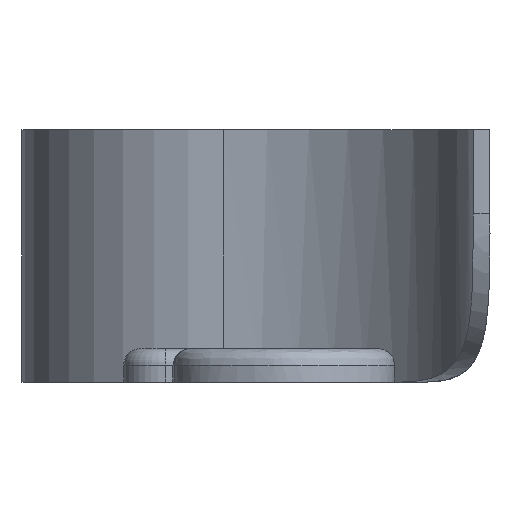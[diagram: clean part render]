
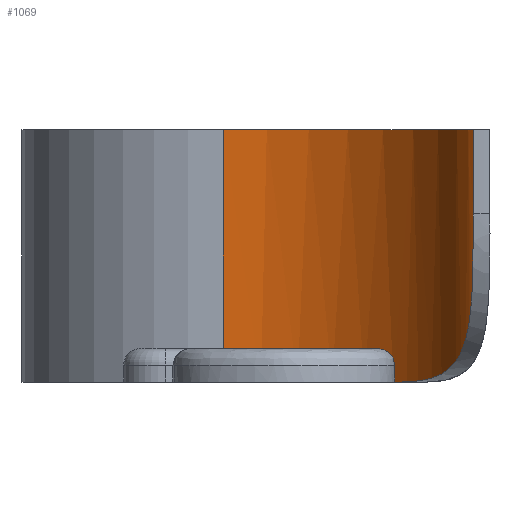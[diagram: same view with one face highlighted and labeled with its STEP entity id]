
A CAD part, left-side view. The second image highlights one B-rep face of the part: STEP entity #1069.
In plain terms, the highlighted cylindrical face has radius 15.908 mm (diameter 31.815 mm), a partial arc.
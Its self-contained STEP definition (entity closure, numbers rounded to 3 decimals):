
#69=CIRCLE('',#1181,15.908);
#70=CIRCLE('',#1182,15.908);
#175=LINE('',#3328,#251);
#181=LINE('',#3393,#257);
#251=VECTOR('',#1407,10.);
#257=VECTOR('',#1451,10.);
#279=CYLINDRICAL_SURFACE('',#1180,15.908);
#340=FACE_OUTER_BOUND('',#410,.T.);
#410=EDGE_LOOP('',(#975,#976,#977,#978,#979));
#439=B_SPLINE_CURVE_WITH_KNOTS('',3,(#3308,#3309,#3310,#3311,#3312,#3313,
#3314,#3315,#3316,#3317,#3318,#3319,#3320,#3321),.UNSPECIFIED.,.F.,.F.,
(4,2,2,2,2,2,4),(0.525,0.767,1.152,1.505,
1.812,2.298,2.32),.UNSPECIFIED.);
#520=VERTEX_POINT('',#3305);
#521=VERTEX_POINT('',#3307);
#523=VERTEX_POINT('',#3326);
#536=VERTEX_POINT('',#3390);
#537=VERTEX_POINT('',#3392);
#664=EDGE_CURVE('',#520,#521,#439,.T.);
#668=EDGE_CURVE('',#520,#523,#175,.T.);
#687=EDGE_CURVE('',#536,#523,#69,.T.);
#688=EDGE_CURVE('',#537,#536,#181,.T.);
#689=EDGE_CURVE('',#521,#537,#70,.T.);
#975=ORIENTED_EDGE('',*,*,#664,.F.);
#976=ORIENTED_EDGE('',*,*,#668,.T.);
#977=ORIENTED_EDGE('',*,*,#687,.F.);
#978=ORIENTED_EDGE('',*,*,#688,.F.);
#979=ORIENTED_EDGE('',*,*,#689,.F.);
#1069=ADVANCED_FACE('',(#340),#279,.F.);
#1180=AXIS2_PLACEMENT_3D('',#3389,#1447,#1448);
#1181=AXIS2_PLACEMENT_3D('',#3391,#1449,#1450);
#1182=AXIS2_PLACEMENT_3D('',#3394,#1452,#1453);
#1407=DIRECTION('',(0.,0.,1.));
#1447=DIRECTION('center_axis',(0.,0.,1.));
#1448=DIRECTION('ref_axis',(0.022,-1.,0.));
#1449=DIRECTION('center_axis',(0.,0.,-1.));
#1450=DIRECTION('ref_axis',(0.022,-1.,0.));
#1451=DIRECTION('',(0.,0.,1.));
#1452=DIRECTION('center_axis',(0.,0.,1.));
#1453=DIRECTION('ref_axis',(0.022,-1.,0.));
#3305=CARTESIAN_POINT('',(5.353,-14.77,10.));
#3307=CARTESIAN_POINT('',(16.308,-10.017,0.));
#3308=CARTESIAN_POINT('Ctrl Pts',(5.353,-14.77,10.));
#3309=CARTESIAN_POINT('Ctrl Pts',(5.353,-14.77,9.194));
#3310=CARTESIAN_POINT('Ctrl Pts',(5.451,-14.768,8.39));
#3311=CARTESIAN_POINT('Ctrl Pts',(5.954,-14.746,6.355));
#3312=CARTESIAN_POINT('Ctrl Pts',(6.502,-14.718,5.178));
#3313=CARTESIAN_POINT('Ctrl Pts',(7.945,-14.508,3.197));
#3314=CARTESIAN_POINT('Ctrl Pts',(8.787,-14.34,2.395));
#3315=CARTESIAN_POINT('Ctrl Pts',(10.556,-13.784,1.209));
#3316=CARTESIAN_POINT('Ctrl Pts',(11.422,-13.437,0.809));
#3317=CARTESIAN_POINT('Ctrl Pts',(13.69,-12.258,0.098));
#3318=CARTESIAN_POINT('Ctrl Pts',(14.996,-11.318,0.007));
#3319=CARTESIAN_POINT('Ctrl Pts',(16.205,-10.121,0.));
#3320=CARTESIAN_POINT('Ctrl Pts',(16.256,-10.07,0.));
#3321=CARTESIAN_POINT('Ctrl Pts',(16.308,-10.017,0.));
#3326=CARTESIAN_POINT('',(5.353,-14.77,15.));
#3328=CARTESIAN_POINT('',(5.353,-14.77,0.));
#3389=CARTESIAN_POINT('Origin',(4.963,1.133,0.));
#3390=CARTESIAN_POINT('',(20.835,0.081,15.));
#3391=CARTESIAN_POINT('Origin',(4.963,1.133,15.));
#3392=CARTESIAN_POINT('',(20.835,0.081,0.));
#3393=CARTESIAN_POINT('',(20.835,0.081,0.));
#3394=CARTESIAN_POINT('Origin',(4.963,1.133,0.));
